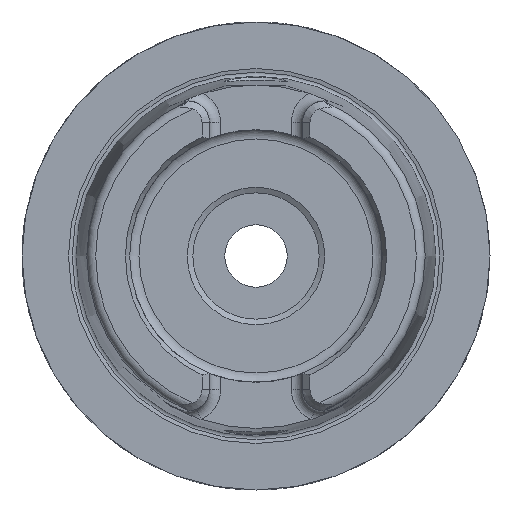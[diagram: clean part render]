
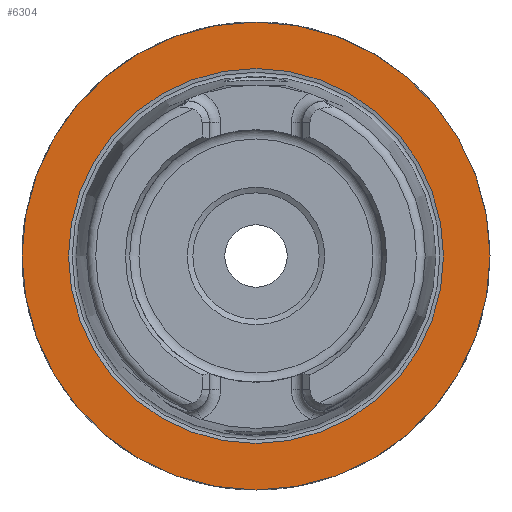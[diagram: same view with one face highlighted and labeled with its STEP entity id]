
A CAD part, left-side view. The second image highlights one B-rep face of the part: STEP entity #6304.
In plain terms, the highlighted planar face has unit normal (-1, 0, 0).
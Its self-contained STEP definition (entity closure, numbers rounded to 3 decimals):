
#2346=CARTESIAN_POINT('',(0.,31.5,0.0));
#2347=VERTEX_POINT('',#2346);
#2348=CARTESIAN_POINT('',(0.0,0.0,0.0));
#2349=DIRECTION('',(1.0,0.0,0.0));
#2350=DIRECTION('',(0.0,1.0,0.0));
#2351=AXIS2_PLACEMENT_3D('',#2348,#2349,#2350);
#2352=CIRCLE('',#2351,31.5);
#2353=EDGE_CURVE('',#2347,#2347,#2352,.T.);
#6246=CARTESIAN_POINT('',(0.,25.238,0.0));
#6247=VERTEX_POINT('',#6246);
#6248=CARTESIAN_POINT('',(0.,0.0,0.0));
#6249=DIRECTION('',(1.0,0.0,0.0));
#6250=DIRECTION('',(0.0,1.0,0.0));
#6251=AXIS2_PLACEMENT_3D('',#6248,#6249,#6250);
#6252=CIRCLE('',#6251,25.238);
#6253=EDGE_CURVE('',#6247,#6247,#6252,.T.);
#6293=CARTESIAN_POINT('',(0.,27.91,0.0));
#6294=DIRECTION('',(-1.0,0.0,0.0));
#6295=DIRECTION('',(0.0,0.0,1.0));
#6296=AXIS2_PLACEMENT_3D('',#6293,#6294,#6295);
#6297=PLANE('',#6296);
#6298=ORIENTED_EDGE('',*,*,#2353,.F.);
#6299=EDGE_LOOP('',(#6298));
#6300=FACE_OUTER_BOUND('',#6299,.T.);
#6301=ORIENTED_EDGE('',*,*,#6253,.T.);
#6302=EDGE_LOOP('',(#6301));
#6303=FACE_BOUND('',#6302,.T.);
#6304=ADVANCED_FACE('',(#6300,#6303),#6297,.T.);
